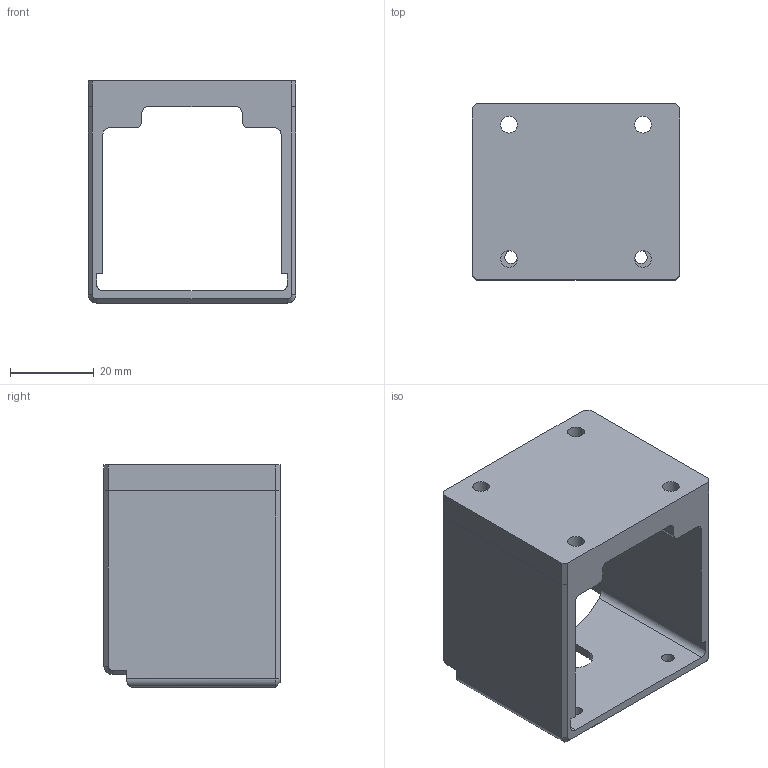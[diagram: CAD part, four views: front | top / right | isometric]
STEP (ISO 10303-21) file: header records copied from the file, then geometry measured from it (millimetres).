
FILE_DESCRIPTION(('FreeCAD Model'),'2;1');
FILE_NAME('Open CASCADE Shape Model','2025-02-07T17:22:13',(''),(''), 'Open CASCADE STEP processor 7.8','FreeCAD','Unknown');
FILE_SCHEMA(('AUTOMOTIVE_DESIGN { 1 0 10303 214 1 1 1 1 }'));
Length unit declared in the file: millimetre
Products named in the file (1): stepper_mount
Bounding box: 49.5 x 42 x 53 mm (x, y, z)
Volume: 31966.9 mm3; surface area: 16542.1 mm2
Topology: 1 solids, 1 shells, 87 faces, 234 edges, 150 vertices
Faces by surface type: plane 46, cylinder 31, cone 8, bspline 2
Full cylindrical faces by diameter (mm): 3 x2, 4 x4, 7 x2
Entity records: 3094 total; most frequent: CARTESIAN_POINT 837, ORIENTED_EDGE 468, DIRECTION 463, EDGE_CURVE 234, AXIS2_PLACEMENT_3D 157, VERTEX_POINT 150, LINE 149, VECTOR 149
